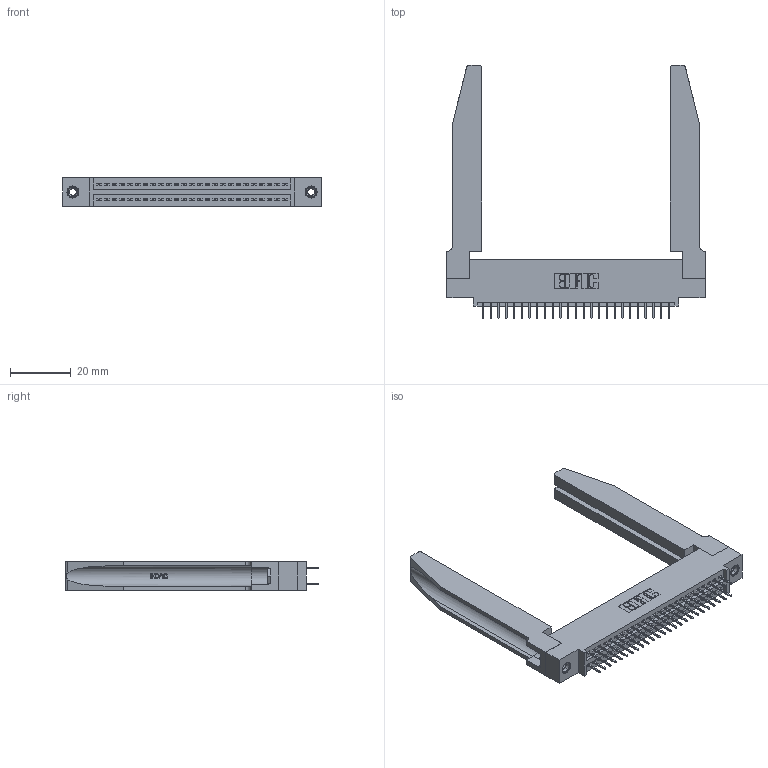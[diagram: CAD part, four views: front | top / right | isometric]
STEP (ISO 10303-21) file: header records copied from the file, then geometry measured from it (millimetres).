
FILE_DESCRIPTION (( 'STEP AP203' ), '1' );
FILE_NAME ('395-050-524-578.STEP', '2019-10-19T07:28:42', ( '' ), ( '' ), 'SwSTEP 2.0', 'SolidWorks 2016', '' );
FILE_SCHEMA (( 'CONFIG_CONTROL_DESIGN' ));
Length unit declared in the file: inch
Products named in the file (5): 395-050-524-578; 345 Part_0.110 Offset - 0.156 Dia-TH; 345-292-001_345-293-124; 345-250-001_345-250-001-102; 345-220-078_345-220-078
Assembly tree (55 placements, depth 2):
  395-050-524-578
    345 Part_0.110 Offset - 0.156 Dia-TH
    345-292-001_345-293-124  x50
    345-250-001_345-250-001-102  x2
    345-220-078_345-220-078  x2
Bounding box: 84.73 x 83.11 x 9.4 mm (x, y, z)
Volume: 15694.8 mm3; surface area: 18115.8 mm2
Topology: 55 solids, 55 shells, 3064 faces, 8611 edges, 5530 vertices
Faces by surface type: plane 2176, cylinder 836, bspline 36, cone 12, torus 4
Entity records: 26850 total; most frequent: CARTESIAN_POINT 5435, ORIENTED_EDGE 4266, DIRECTION 3807, EDGE_CURVE 2133, LINE 1811, VECTOR 1811, VERTEX_POINT 1412, AXIS2_PLACEMENT_3D 998
